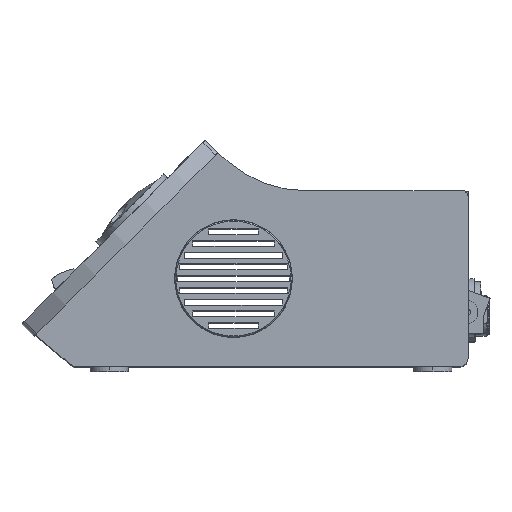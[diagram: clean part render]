
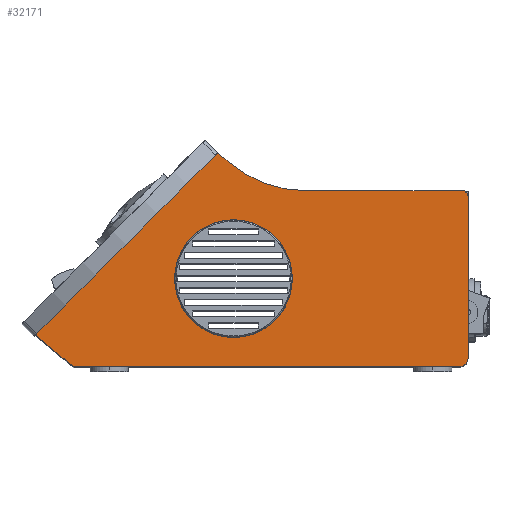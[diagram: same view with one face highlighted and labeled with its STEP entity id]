
A CAD part, top view. The second image highlights one B-rep face of the part: STEP entity #32171.
In plain terms, the highlighted planar face has unit normal (0, 0, 1).
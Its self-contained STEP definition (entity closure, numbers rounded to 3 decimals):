
#5883 = CARTESIAN_POINT ( 'NONE',  ( -74.708, -31.859, 133. ) ) ;
#5897 = CARTESIAN_POINT ( 'NONE',  ( 70.808, 17.36, 133. ) ) ;
#5913 = CARTESIAN_POINT ( 'NONE',  ( -12.578, 30.27, 133. ) ) ;
#5925 = CARTESIAN_POINT ( 'NONE',  ( -61.859, -42.64, 133. ) ) ;
#10609 = EDGE_CURVE ( 'NONE', #35445, #27626, #28115, .T. ) ;
#10818 = EDGE_CURVE ( 'NONE', #35214, #35445, #23876, .T. ) ;
#10820 = EDGE_CURVE ( 'NONE', #27610, #35214, #29461, .T. ) ;
#10824 = EDGE_CURVE ( 'NONE', #35082, #27610, #23886, .T. ) ;
#10826 = EDGE_CURVE ( 'NONE', #35340, #35082, #29489, .T. ) ;
#10831 = EDGE_CURVE ( 'NONE', #35318, #35340, #23881, .T. ) ;
#10833 = EDGE_CURVE ( 'NONE', #35266, #35265, #23885, .T. ) ;
#10835 = EDGE_CURVE ( 'NONE', #35265, #35266, #23871, .T. ) ;
#14885 = EDGE_LOOP ( 'NONE', ( #16332, #16328 ) ) ;
#14900 = EDGE_LOOP ( 'NONE', ( #16317, #16318, #16320, #16319, #16322, #16321, #16326, #16325, #16327 ) ) ;
#15194 = VECTOR ( 'NONE', #28131, 1000. ) ;
#16317 = ORIENTED_EDGE ( 'NONE', *, *, #32342, .T. ) ;
#16318 = ORIENTED_EDGE ( 'NONE', *, *, #10831, .T. ) ;
#16319 = ORIENTED_EDGE ( 'NONE', *, *, #10824, .T. ) ;
#16320 = ORIENTED_EDGE ( 'NONE', *, *, #10826, .T. ) ;
#16321 = ORIENTED_EDGE ( 'NONE', *, *, #10818, .T. ) ;
#16322 = ORIENTED_EDGE ( 'NONE', *, *, #10820, .T. ) ;
#16325 = ORIENTED_EDGE ( 'NONE', *, *, #32339, .T. ) ;
#16326 = ORIENTED_EDGE ( 'NONE', *, *, #10609, .T. ) ;
#16327 = ORIENTED_EDGE ( 'NONE', *, *, #32346, .T. ) ;
#16328 = ORIENTED_EDGE ( 'NONE', *, *, #10835, .T. ) ;
#16332 = ORIENTED_EDGE ( 'NONE', *, *, #10833, .T. ) ;
#17736 = CARTESIAN_POINT ( 'NONE',  ( -77.192, -25.858, 133. ) ) ;
#17741 = FACE_BOUND ( 'NONE', #14885, .T. ) ;
#17745 = FACE_OUTER_BOUND ( 'NONE', #14900, .T. ) ;
#17746 = PLANE ( 'NONE',  #23617 ) ;
#17748 = DIRECTION ( 'NONE',  ( 0., 0., 1. ) ) ;
#17749 = DIRECTION ( 'NONE',  ( 1., 0., 0. ) ) ;
#20701 = CARTESIAN_POINT ( 'NONE',  ( 72.808, 15.36, 133. ) ) ;
#20833 = CARTESIAN_POINT ( 'NONE',  ( 17.367, 17.36, 133. ) ) ;
#20884 = CARTESIAN_POINT ( 'NONE',  ( 12.908, -12.64, 133. ) ) ;
#20885 = CARTESIAN_POINT ( 'NONE',  ( -27.292, -12.64, 133. ) ) ;
#20937 = CARTESIAN_POINT ( 'NONE',  ( 69.808, -42.64, 133. ) ) ;
#20959 = CARTESIAN_POINT ( 'NONE',  ( 72.808, -39.64, 133. ) ) ;
#21064 = CARTESIAN_POINT ( 'NONE',  ( -8.345, 26.718, 133. ) ) ;
#23617 = AXIS2_PLACEMENT_3D ( 'NONE', #17736, #17748, #17749 ) ;
#23832 = AXIS2_PLACEMENT_3D ( 'NONE', #29515, #29516, #29517 ) ;
#23855 = AXIS2_PLACEMENT_3D ( 'NONE', #29504, #29505, #29506 ) ;
#23861 = AXIS2_PLACEMENT_3D ( 'NONE', #29452, #29454, #29456 ) ;
#23864 = VECTOR ( 'NONE', #29466, 1000. ) ;
#23871 = CIRCLE ( 'NONE', #23832, 20.1 ) ;
#23875 = AXIS2_PLACEMENT_3D ( 'NONE', #29511, #29512, #29513 ) ;
#23876 = CIRCLE ( 'NONE', #23861, 40. ) ;
#23881 = CIRCLE ( 'NONE', #23855, 3. ) ;
#23885 = CIRCLE ( 'NONE', #23875, 20.1 ) ;
#23886 = CIRCLE ( 'NONE', #23889, 2. ) ;
#23887 = VECTOR ( 'NONE', #29491, 1000. ) ;
#23889 = AXIS2_PLACEMENT_3D ( 'NONE', #29485, #29486, #29487 ) ;
#27596 = VERTEX_POINT ( 'NONE', #5883 ) ;
#27610 = VERTEX_POINT ( 'NONE', #5897 ) ;
#27626 = VERTEX_POINT ( 'NONE', #5913 ) ;
#27638 = VERTEX_POINT ( 'NONE', #5925 ) ;
#28107 = CARTESIAN_POINT ( 'NONE',  ( -8.345, 26.718, 133. ) ) ;
#28115 = LINE ( 'NONE', #28107, #15194 ) ;
#28131 = DIRECTION ( 'NONE',  ( -0.766, 0.643, 0. ) ) ;
#28420 = CARTESIAN_POINT ( 'NONE',  ( -12.578, 30.27, 133. ) ) ;
#28440 = LINE ( 'NONE', #28420, #37133 ) ;
#28447 = DIRECTION ( 'NONE',  ( -0.707, -0.707, 0. ) ) ;
#28449 = LINE ( 'NONE', #28450, #37131 ) ;
#28450 = CARTESIAN_POINT ( 'NONE',  ( -77.192, -42.64, 133. ) ) ;
#28457 = CARTESIAN_POINT ( 'NONE',  ( -74.708, -31.859, 133. ) ) ;
#28467 = DIRECTION ( 'NONE',  ( 1., 0., 0. ) ) ;
#28471 = LINE ( 'NONE', #28457, #37119 ) ;
#28490 = DIRECTION ( 'NONE',  ( 0.766, -0.643, 0. ) ) ;
#29452 = CARTESIAN_POINT ( 'NONE',  ( 17.367, 57.36, 133. ) ) ;
#29454 = DIRECTION ( 'NONE',  ( 0., 0., -1. ) ) ;
#29456 = DIRECTION ( 'NONE',  ( -1., 0., 0. ) ) ;
#29461 = LINE ( 'NONE', #29464, #23864 ) ;
#29464 = CARTESIAN_POINT ( 'NONE',  ( -77.192, 17.36, 133. ) ) ;
#29466 = DIRECTION ( 'NONE',  ( -1., 0., 0. ) ) ;
#29485 = CARTESIAN_POINT ( 'NONE',  ( 70.808, 15.36, 133. ) ) ;
#29486 = DIRECTION ( 'NONE',  ( 0., 0., 1. ) ) ;
#29487 = DIRECTION ( 'NONE',  ( 1., 0., 0. ) ) ;
#29489 = LINE ( 'NONE', #29490, #23887 ) ;
#29490 = CARTESIAN_POINT ( 'NONE',  ( 72.808, -25.858, 133. ) ) ;
#29491 = DIRECTION ( 'NONE',  ( 0., 1., 0. ) ) ;
#29504 = CARTESIAN_POINT ( 'NONE',  ( 69.808, -39.64, 133. ) ) ;
#29505 = DIRECTION ( 'NONE',  ( 0., 0., 1. ) ) ;
#29506 = DIRECTION ( 'NONE',  ( 1., 0., 0. ) ) ;
#29511 = CARTESIAN_POINT ( 'NONE',  ( -7.192, -12.64, 133. ) ) ;
#29512 = DIRECTION ( 'NONE',  ( 0., 0., -1. ) ) ;
#29513 = DIRECTION ( 'NONE',  ( 1., 0., 0. ) ) ;
#29515 = CARTESIAN_POINT ( 'NONE',  ( -7.192, -12.64, 133. ) ) ;
#29516 = DIRECTION ( 'NONE',  ( 0., 0., -1. ) ) ;
#29517 = DIRECTION ( 'NONE',  ( 1., 0., 0. ) ) ;
#32171 = ADVANCED_FACE ( 'NONE', ( #17745, #17741 ), #17746, .T. ) ;
#32339 = EDGE_CURVE ( 'NONE', #27626, #27596, #28440, .T. ) ;
#32342 = EDGE_CURVE ( 'NONE', #27638, #35318, #28449, .T. ) ;
#32346 = EDGE_CURVE ( 'NONE', #27596, #27638, #28471, .T. ) ;
#35082 = VERTEX_POINT ( 'NONE', #20701 ) ;
#35214 = VERTEX_POINT ( 'NONE', #20833 ) ;
#35265 = VERTEX_POINT ( 'NONE', #20884 ) ;
#35266 = VERTEX_POINT ( 'NONE', #20885 ) ;
#35318 = VERTEX_POINT ( 'NONE', #20937 ) ;
#35340 = VERTEX_POINT ( 'NONE', #20959 ) ;
#35445 = VERTEX_POINT ( 'NONE', #21064 ) ;
#37119 = VECTOR ( 'NONE', #28490, 1000. ) ;
#37131 = VECTOR ( 'NONE', #28467, 1000. ) ;
#37133 = VECTOR ( 'NONE', #28447, 1000. ) ;
